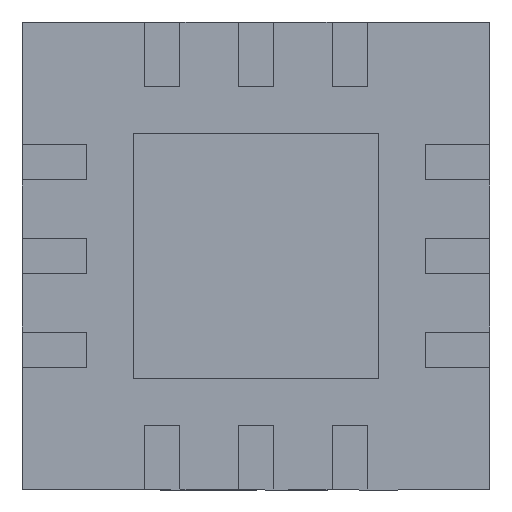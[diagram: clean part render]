
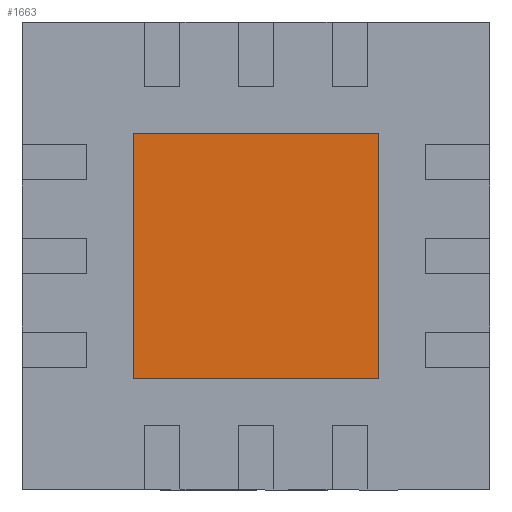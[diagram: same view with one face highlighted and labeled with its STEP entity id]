
A CAD part, front view. The second image highlights one B-rep face of the part: STEP entity #1663.
In plain terms, the highlighted planar face has unit normal (0, -1, 0).
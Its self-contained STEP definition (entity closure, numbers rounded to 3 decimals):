
#20 = DIRECTION ( 'NONE',  ( -1., 0., 0. ) ) ;
#135 = FACE_OUTER_BOUND ( 'NONE', #688, .T. ) ;
#313 = VERTEX_POINT ( 'NONE', #380 ) ;
#380 = CARTESIAN_POINT ( 'NONE',  ( -1.05, 0., -1.05 ) ) ;
#688 = EDGE_LOOP ( 'NONE', ( #2815, #2521, #3158, #1476 ) ) ;
#757 = CARTESIAN_POINT ( 'NONE',  ( 1.05, 0., 1.05 ) ) ;
#775 = DIRECTION ( 'NONE',  ( 1., 0., 0. ) ) ;
#944 = CARTESIAN_POINT ( 'NONE',  ( 1.05, 0., 1.05 ) ) ;
#1348 = VERTEX_POINT ( 'NONE', #2219 ) ;
#1360 = EDGE_CURVE ( 'NONE', #3800, #2606, #4049, .T. ) ;
#1476 = ORIENTED_EDGE ( 'NONE', *, *, #1360, .T. ) ;
#1497 = DIRECTION ( 'NONE',  ( 0., -1., 0. ) ) ;
#1536 = CARTESIAN_POINT ( 'NONE',  ( -1.05, 0., -1.05 ) ) ;
#1663 = ADVANCED_FACE ( 'NONE', ( #135 ), #2164, .T. ) ;
#1692 = DIRECTION ( 'NONE',  ( 0., 0., 1. ) ) ;
#1928 = EDGE_CURVE ( 'NONE', #1348, #3800, #3705, .T. ) ;
#2117 = DIRECTION ( 'NONE',  ( 0., 0., -1. ) ) ;
#2164 = PLANE ( 'NONE',  #2333 ) ;
#2219 = CARTESIAN_POINT ( 'NONE',  ( 1.05, 0., -1.05 ) ) ;
#2333 = AXIS2_PLACEMENT_3D ( 'NONE', #3724, #1497, #3404 ) ;
#2521 = ORIENTED_EDGE ( 'NONE', *, *, #3426, .T. ) ;
#2594 = LINE ( 'NONE', #3936, #4069 ) ;
#2606 = VERTEX_POINT ( 'NONE', #4005 ) ;
#2815 = ORIENTED_EDGE ( 'NONE', *, *, #4034, .T. ) ;
#2948 = CARTESIAN_POINT ( 'NONE',  ( 1.05, 0., -1.05 ) ) ;
#3016 = VECTOR ( 'NONE', #20, 1000. ) ;
#3158 = ORIENTED_EDGE ( 'NONE', *, *, #1928, .T. ) ;
#3229 = VECTOR ( 'NONE', #2117, 1000. ) ;
#3404 = DIRECTION ( 'NONE',  ( 0., 0., -1. ) ) ;
#3426 = EDGE_CURVE ( 'NONE', #313, #1348, #2594, .T. ) ;
#3705 = LINE ( 'NONE', #2948, #4040 ) ;
#3724 = CARTESIAN_POINT ( 'NONE',  ( 0., 0., 0. ) ) ;
#3800 = VERTEX_POINT ( 'NONE', #757 ) ;
#3936 = CARTESIAN_POINT ( 'NONE',  ( 1.05, 0., -1.05 ) ) ;
#4005 = CARTESIAN_POINT ( 'NONE',  ( -1.05, 0., 1.05 ) ) ;
#4034 = EDGE_CURVE ( 'NONE', #2606, #313, #4070, .T. ) ;
#4040 = VECTOR ( 'NONE', #1692, 1000. ) ;
#4049 = LINE ( 'NONE', #944, #3016 ) ;
#4069 = VECTOR ( 'NONE', #775, 1000. ) ;
#4070 = LINE ( 'NONE', #1536, #3229 ) ;
